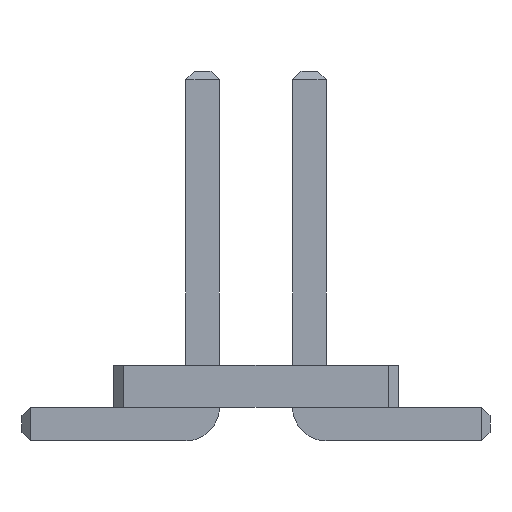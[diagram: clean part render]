
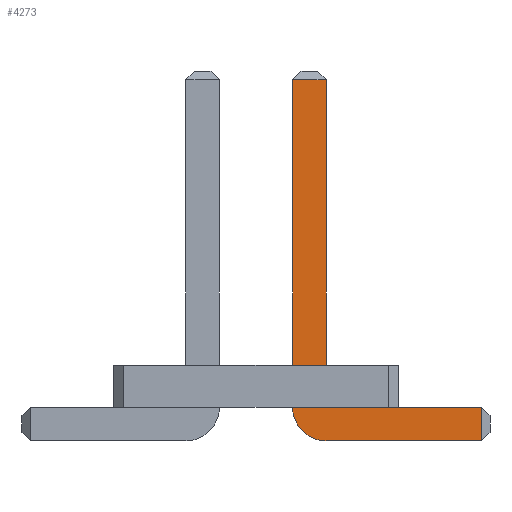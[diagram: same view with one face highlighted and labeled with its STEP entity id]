
A CAD part, front view. The second image highlights one B-rep face of the part: STEP entity #4273.
In plain terms, the highlighted planar face has unit normal (0, -1, 0).
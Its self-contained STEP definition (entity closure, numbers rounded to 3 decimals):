
#13=DIRECTION('',(0.,0.,1.));
#67=DIRECTION('',(1.,0.,0.));
#1922=VECTOR('',#67,1.);
#1933=DIRECTION('',(0.,1.,0.));
#1975=DIRECTION('',(-1.,0.,0.));
#3827=VECTOR('',#1975,1.);
#4080=DIRECTION('',(-0.,1.,0.));
#4081=DIRECTION('',(0.,0.,-1.));
#4088=VECTOR('',#4089,1.);
#4089=DIRECTION('',(0.,0.,1.));
#4100=VECTOR('',#4081,1.);
#4118=VERTEX_POINT('',#4119);
#4119=CARTESIAN_POINT('',(2.685,-20.52,0.));
#4122=ORIENTED_EDGE('',*,*,#4123,.T.);
#4123=EDGE_CURVE('',#4118,#4124,#4126,.T.);
#4124=VERTEX_POINT('',#4125);
#4125=CARTESIAN_POINT('',(0.835,-20.52,0.));
#4126=LINE('',#4127,#3827);
#4127=CARTESIAN_POINT('',(2.785,-20.52,0.));
#4167=VERTEX_POINT('',#4168);
#4168=CARTESIAN_POINT('',(0.435,-20.52,0.4));
#4171=EDGE_CURVE('',#4124,#4167,#4172,.T.);
#4172=CIRCLE('',#4173,0.4);
#4173=AXIS2_PLACEMENT_3D('',#4174,#4080,#4081);
#4174=CARTESIAN_POINT('',(0.835,-20.52,0.4));
#4183=VERTEX_POINT('',#4174);
#4185=ORIENTED_EDGE('',*,*,#4186,.T.);
#4186=EDGE_CURVE('',#4183,#4187,#4189,.T.);
#4187=VERTEX_POINT('',#4188);
#4188=CARTESIAN_POINT('',(2.685,-20.52,0.4));
#4189=LINE('',#4174,#1922);
#4199=ORIENTED_EDGE('',*,*,#4200,.T.);
#4200=EDGE_CURVE('',#4167,#4201,#4203,.T.);
#4201=VERTEX_POINT('',#4202);
#4202=CARTESIAN_POINT('',(0.435,-20.52,4.3));
#4203=LINE('',#4204,#4088);
#4204=CARTESIAN_POINT('',(0.435,-20.52,0.));
#4217=VERTEX_POINT('',#4218);
#4218=CARTESIAN_POINT('',(0.835,-20.52,4.3));
#4220=ORIENTED_EDGE('',*,*,#4221,.T.);
#4221=EDGE_CURVE('',#4217,#4183,#4222,.T.);
#4222=LINE('',#4223,#4100);
#4223=CARTESIAN_POINT('',(0.835,-20.52,4.4));
#4273=ADVANCED_FACE('',(#4274),#4283,.F.);
#4274=FACE_BOUND('',#4275,.F.);
#4275=EDGE_LOOP('',(#4122,#4276,#4199,#4277,#4220,#4185,#4280));
#4276=ORIENTED_EDGE('',*,*,#4171,.T.);
#4277=ORIENTED_EDGE('',*,*,#4278,.T.);
#4278=EDGE_CURVE('',#4201,#4217,#4279,.T.);
#4279=LINE('',#4202,#1922);
#4280=ORIENTED_EDGE('',*,*,#4281,.T.);
#4281=EDGE_CURVE('',#4187,#4118,#4282,.T.);
#4282=LINE('',#4188,#4100);
#4283=PLANE('',#4284);
#4284=AXIS2_PLACEMENT_3D('',#4285,#1933,#13);
#4285=CARTESIAN_POINT('',(1.032,-20.52,1.622));
